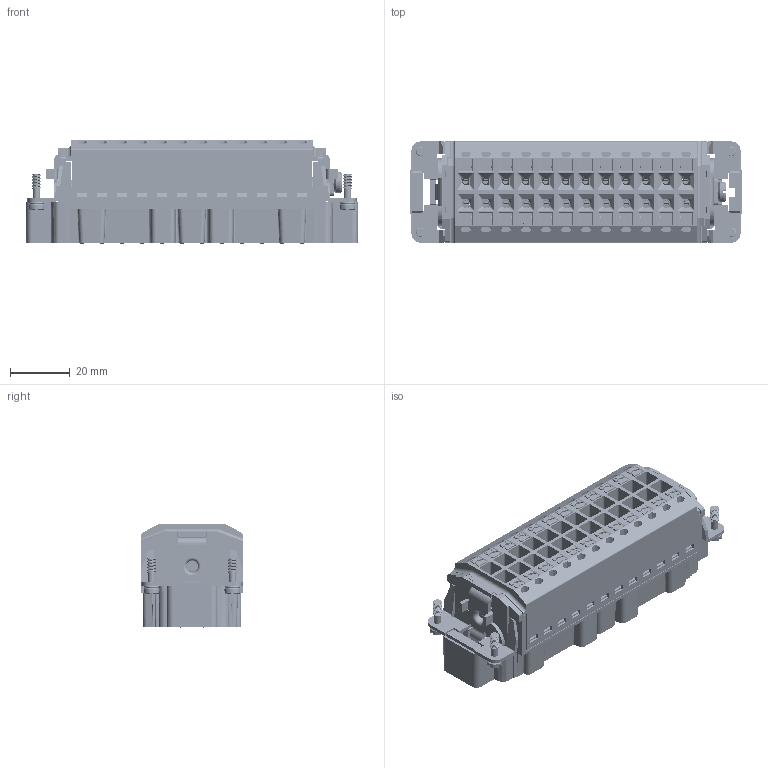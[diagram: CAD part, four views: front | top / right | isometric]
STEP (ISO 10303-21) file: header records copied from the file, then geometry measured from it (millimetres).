
FILE_DESCRIPTION(/* description */ (''),/* implementation_level */ '2;1');
FILE_NAME(/* name */ 'HE-024-MZ.stp',/* time_stamp */ '2023-09-18T16:06:11+08:00',/* author */ (''),/* organization */ (''),/* preprocessor_version */ 'ST-DEVELOPER v16',/* originating_system */ 'SIEMENS PLM Software NX 10.0',/* authorisation */ '');
FILE_SCHEMA (('AUTOMOTIVE_DESIGN { 1 0 10303 214 3 1 1 1 }'));
Products named in the file (1): Admi16F8F3C4ytv6
Bounding box: 111 x 33.8 x 34.58 mm (x, y, z)
Volume: 49199.8 mm3; surface area: 77011.4 mm2
Topology: 1 solids, 1 shells, 6594 faces, 19188 edges, 12523 vertices
Faces by surface type: plane 4747, cylinder 1379, torus 192, cone 147, bspline 73, extrusion 48, sphere 8
Full cylindrical faces by diameter (mm): 2.4 x4, 2.5 x4, 3 x36, 4 x2, 5 x2, 5.3 x4, 7 x1
Entity records: 235366 total; most frequent: CARTESIAN_POINT 62589, ORIENTED_EDGE 37752, DIRECTION 33747, EDGE_CURVE 18876, VECTOR 14231, LINE 14183, VERTEX_POINT 12384, AXIS2_PLACEMENT_3D 9758
